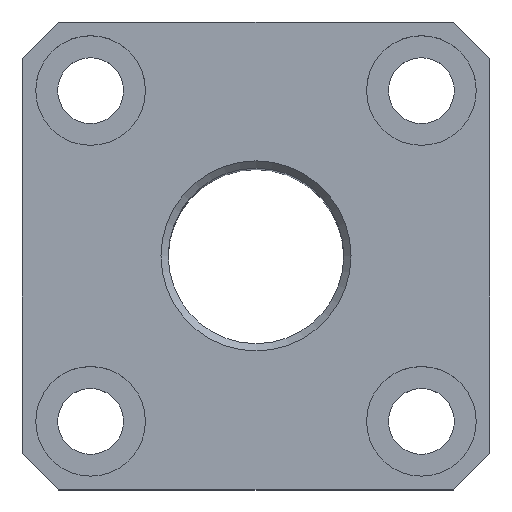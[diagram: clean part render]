
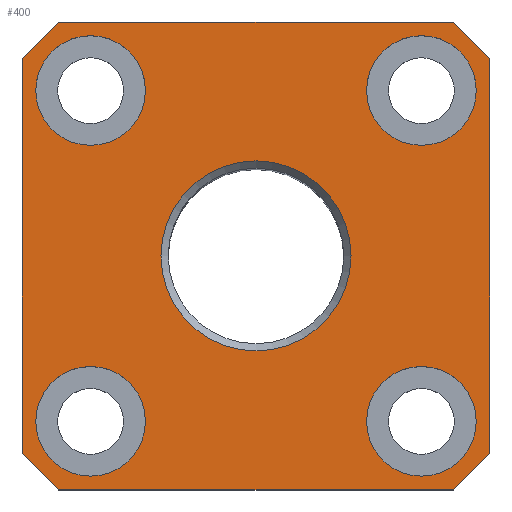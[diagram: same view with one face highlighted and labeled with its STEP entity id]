
A CAD part, top view. The second image highlights one B-rep face of the part: STEP entity #400.
In plain terms, the highlighted planar face has unit normal (0, 0, 1).
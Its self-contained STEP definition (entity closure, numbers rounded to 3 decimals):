
#15=LINE('',#634,#39);
#16=LINE('',#636,#40);
#17=LINE('',#638,#41);
#18=LINE('',#640,#42);
#19=LINE('',#642,#43);
#20=LINE('',#644,#44);
#21=LINE('',#646,#45);
#22=LINE('',#647,#46);
#39=VECTOR('',#514,10.);
#40=VECTOR('',#515,10.);
#41=VECTOR('',#516,10.);
#42=VECTOR('',#517,10.);
#43=VECTOR('',#518,10.);
#44=VECTOR('',#519,10.);
#45=VECTOR('',#520,10.);
#46=VECTOR('',#521,10.);
#64=PLANE('',#452);
#92=FACE_BOUND('',#151,.T.);
#93=FACE_BOUND('',#152,.T.);
#94=FACE_BOUND('',#153,.T.);
#95=FACE_BOUND('',#154,.T.);
#96=FACE_BOUND('',#155,.T.);
#119=FACE_OUTER_BOUND('',#150,.T.);
#150=EDGE_LOOP('',(#310,#311,#312,#313,#314,#315,#316,#317));
#151=EDGE_LOOP('',(#318));
#152=EDGE_LOOP('',(#319));
#153=EDGE_LOOP('',(#320));
#154=EDGE_LOOP('',(#321));
#155=EDGE_LOOP('',(#322));
#200=CIRCLE('',#451,6.5);
#201=CIRCLE('',#453,3.75);
#202=CIRCLE('',#454,3.75);
#203=CIRCLE('',#455,3.75);
#204=CIRCLE('',#456,3.75);
#222=VERTEX_POINT('',#629);
#223=VERTEX_POINT('',#632);
#224=VERTEX_POINT('',#633);
#225=VERTEX_POINT('',#635);
#226=VERTEX_POINT('',#637);
#227=VERTEX_POINT('',#639);
#228=VERTEX_POINT('',#641);
#229=VERTEX_POINT('',#643);
#230=VERTEX_POINT('',#645);
#231=VERTEX_POINT('',#648);
#232=VERTEX_POINT('',#650);
#233=VERTEX_POINT('',#652);
#234=VERTEX_POINT('',#654);
#260=EDGE_CURVE('',#222,#222,#200,.T.);
#261=EDGE_CURVE('',#223,#224,#15,.T.);
#262=EDGE_CURVE('',#225,#223,#16,.T.);
#263=EDGE_CURVE('',#226,#225,#17,.T.);
#264=EDGE_CURVE('',#227,#226,#18,.T.);
#265=EDGE_CURVE('',#228,#227,#19,.T.);
#266=EDGE_CURVE('',#229,#228,#20,.T.);
#267=EDGE_CURVE('',#230,#229,#21,.T.);
#268=EDGE_CURVE('',#224,#230,#22,.T.);
#269=EDGE_CURVE('',#231,#231,#201,.T.);
#270=EDGE_CURVE('',#232,#232,#202,.T.);
#271=EDGE_CURVE('',#233,#233,#203,.T.);
#272=EDGE_CURVE('',#234,#234,#204,.T.);
#310=ORIENTED_EDGE('',*,*,#261,.F.);
#311=ORIENTED_EDGE('',*,*,#262,.F.);
#312=ORIENTED_EDGE('',*,*,#263,.F.);
#313=ORIENTED_EDGE('',*,*,#264,.F.);
#314=ORIENTED_EDGE('',*,*,#265,.F.);
#315=ORIENTED_EDGE('',*,*,#266,.F.);
#316=ORIENTED_EDGE('',*,*,#267,.F.);
#317=ORIENTED_EDGE('',*,*,#268,.F.);
#318=ORIENTED_EDGE('',*,*,#269,.T.);
#319=ORIENTED_EDGE('',*,*,#270,.T.);
#320=ORIENTED_EDGE('',*,*,#271,.T.);
#321=ORIENTED_EDGE('',*,*,#272,.T.);
#322=ORIENTED_EDGE('',*,*,#260,.F.);
#400=ADVANCED_FACE('',(#119,#92,#93,#94,#95,#96),#64,.T.);
#451=AXIS2_PLACEMENT_3D('',#630,#510,#511);
#452=AXIS2_PLACEMENT_3D('',#631,#512,#513);
#453=AXIS2_PLACEMENT_3D('',#649,#522,#523);
#454=AXIS2_PLACEMENT_3D('',#651,#524,#525);
#455=AXIS2_PLACEMENT_3D('',#653,#526,#527);
#456=AXIS2_PLACEMENT_3D('',#655,#528,#529);
#510=DIRECTION('center_axis',(0.,0.,1.));
#511=DIRECTION('ref_axis',(1.,0.,0.));
#512=DIRECTION('center_axis',(0.,0.,1.));
#513=DIRECTION('ref_axis',(1.,0.,0.));
#514=DIRECTION('',(0.707,0.707,0.));
#515=DIRECTION('',(0.,1.,0.));
#516=DIRECTION('',(-0.707,0.707,0.));
#517=DIRECTION('',(-1.,0.,0.));
#518=DIRECTION('',(-0.707,-0.707,0.));
#519=DIRECTION('',(0.,-1.,0.));
#520=DIRECTION('',(0.707,-0.707,0.));
#521=DIRECTION('',(1.,0.,0.));
#522=DIRECTION('center_axis',(0.,0.,-1.));
#523=DIRECTION('ref_axis',(-1.,0.,0.));
#524=DIRECTION('center_axis',(0.,0.,-1.));
#525=DIRECTION('ref_axis',(-1.,0.,0.));
#526=DIRECTION('center_axis',(0.,0.,-1.));
#527=DIRECTION('ref_axis',(-1.,0.,0.));
#528=DIRECTION('center_axis',(0.,0.,-1.));
#529=DIRECTION('ref_axis',(-1.,0.,0.));
#629=CARTESIAN_POINT('',(-15.5,-3.444,27.778));
#630=CARTESIAN_POINT('Origin',(-9.,-3.444,27.778));
#631=CARTESIAN_POINT('Origin',(-9.,-3.444,27.778));
#632=CARTESIAN_POINT('',(-25.,10.056,27.778));
#633=CARTESIAN_POINT('',(-22.5,12.556,27.778));
#634=CARTESIAN_POINT('',(-23.75,11.306,27.778));
#635=CARTESIAN_POINT('',(-25.,-16.944,27.778));
#636=CARTESIAN_POINT('',(-25.,12.556,27.778));
#637=CARTESIAN_POINT('',(-22.5,-19.444,27.778));
#638=CARTESIAN_POINT('',(-23.75,-18.194,27.778));
#639=CARTESIAN_POINT('',(4.5,-19.444,27.778));
#640=CARTESIAN_POINT('',(-25.,-19.444,27.778));
#641=CARTESIAN_POINT('',(7.,-16.944,27.778));
#642=CARTESIAN_POINT('',(5.75,-18.194,27.778));
#643=CARTESIAN_POINT('',(7.,10.056,27.778));
#644=CARTESIAN_POINT('',(7.,-19.444,27.778));
#645=CARTESIAN_POINT('',(4.5,12.556,27.778));
#646=CARTESIAN_POINT('',(5.75,11.306,27.778));
#647=CARTESIAN_POINT('',(7.,12.556,27.778));
#648=CARTESIAN_POINT('',(6.064,-14.758,27.778));
#649=CARTESIAN_POINT('Origin',(2.314,-14.758,27.778));
#650=CARTESIAN_POINT('',(-16.564,7.869,27.778));
#651=CARTESIAN_POINT('Origin',(-20.314,7.869,27.778));
#652=CARTESIAN_POINT('',(-16.564,-14.758,27.778));
#653=CARTESIAN_POINT('Origin',(-20.314,-14.758,27.778));
#654=CARTESIAN_POINT('',(6.064,7.869,27.778));
#655=CARTESIAN_POINT('Origin',(2.314,7.869,27.778));
